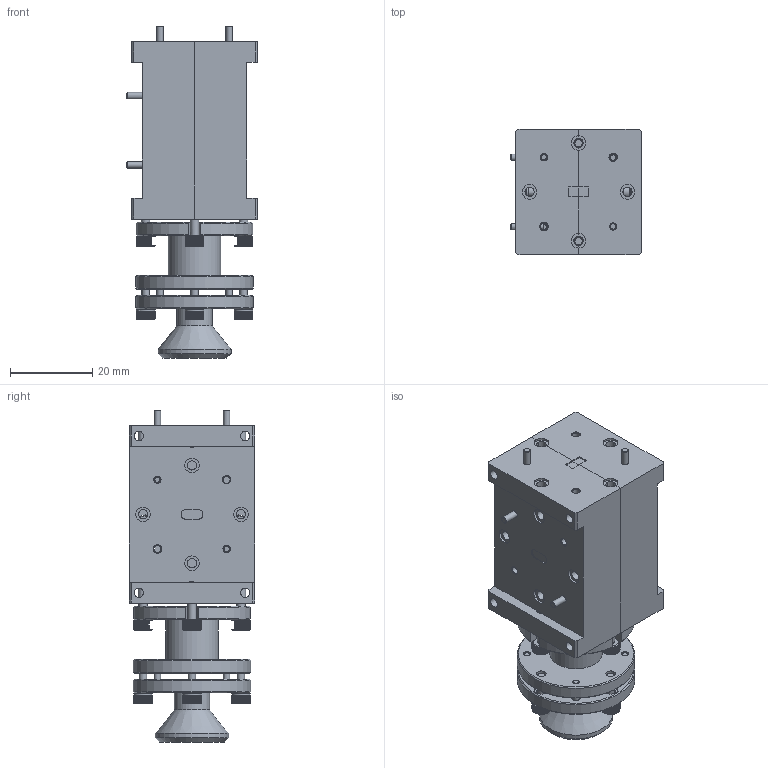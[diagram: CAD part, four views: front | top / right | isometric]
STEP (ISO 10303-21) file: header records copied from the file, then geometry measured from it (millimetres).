
FILE_DESCRIPTION (( 'STEP AP203' ), '1' );
FILE_NAME ('SAF-4036031340-219-S1-188-DP.STEP', '2018-10-30T15:58:38', ( '' ), ( '' ), 'SwSTEP 2.0', 'SolidWorks 2016', '' );
FILE_SCHEMA (( 'CONFIG_CONTROL_DESIGN' ));
Products named in the file (1): SAF-4036031340-219-S1-188-DP
Bounding box: 31.73 x 30.48 x 80.75 mm (x, y, z)
Surface area: 14752.4 mm2 (no closed solid volume)
Topology: 0 solids, 45 shells, 1176 faces, 4244 edges, 2842 vertices
Faces by surface type: plane 610, cylinder 378, cone 175, torus 8, bspline 5
Full cylindrical faces by diameter (mm): 1.562 x6, 1.588 x8, 1.702 x10, 1.778 x4, 2.032 x4, 2.261 x24, 2.794 x5, 3.556 x16, 4.826 x12, 8.611 x1, 12.7 x1, 17.78 x1, 28.575 x2
Entity records: 46832 total; most frequent: CARTESIAN_POINT 15092, ORIENTED_EDGE 6302, DIRECTION 5676, EDGE_CURVE 4025, VERTEX_POINT 2795, AXIS2_PLACEMENT_3D 2123, B_SPLINE_CURVE_WITH_KNOTS 1574, EDGE_LOOP 1480
